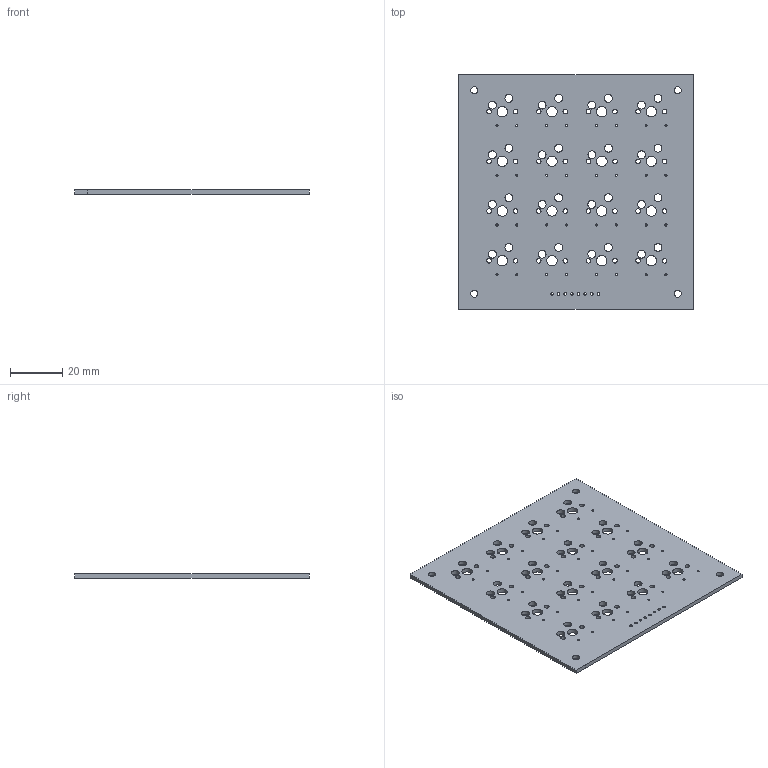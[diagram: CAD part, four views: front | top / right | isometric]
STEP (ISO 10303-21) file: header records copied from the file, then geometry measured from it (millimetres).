
FILE_DESCRIPTION(('KiCad electronic assembly'),'2;1');
FILE_NAME('KBT1.step','2022-09-26T10:29:27',('Pcbnew'),('Kicad'), 'Open CASCADE STEP processor 7.6','KiCad to STEP converter','Unknown' );
FILE_SCHEMA(('AUTOMOTIVE_DESIGN { 1 0 10303 214 1 1 1 1 }'));
Length unit declared in the file: millimetre
Products named in the file (2): KBT1 1; KBT1 PCB
Assembly tree (1 placements, depth 2):
  KBT1 1
    KBT1 PCB
Bounding box: 90 x 90 x 1.6 mm (x, y, z)
Volume: 12068.6 mm3; surface area: 16978.8 mm2
Topology: 1 solids, 1 shells, 131 faces, 387 edges, 258 vertices
Faces by surface type: cylinder 124, plane 7
Full cylindrical faces by diameter (mm): 0.8 x32, 1 x8, 1.75 x32, 2.7 x4, 3.05 x32, 4 x16
Entity records: 10847 total; most frequent: CARTESIAN_POINT 3040, DIRECTION 1427, ORIENTED_EDGE 774, PCURVE 774, DEFINITIONAL_REPRESENTATION 774, LINE 665, VECTOR 665, EDGE_CURVE 387
